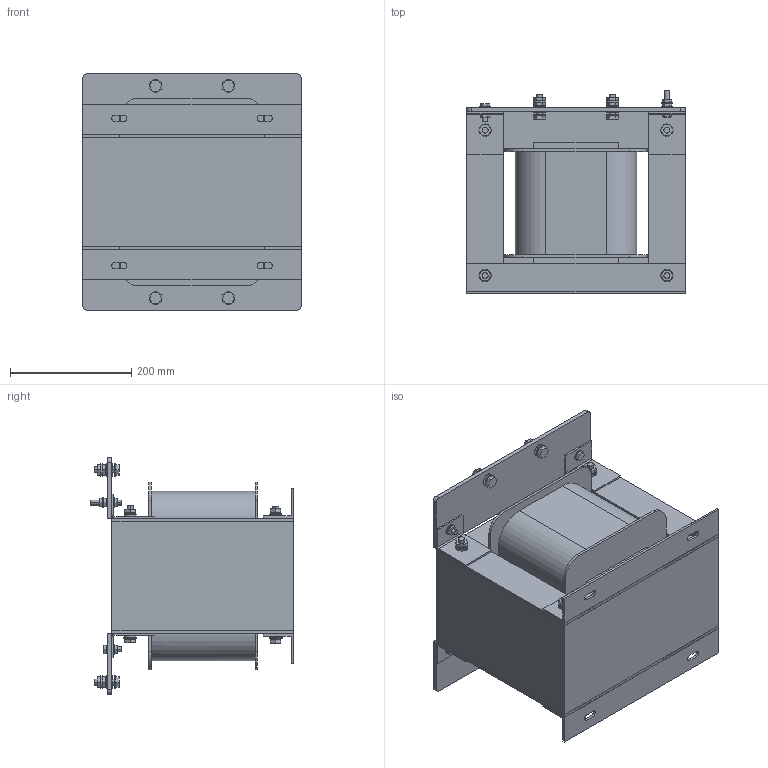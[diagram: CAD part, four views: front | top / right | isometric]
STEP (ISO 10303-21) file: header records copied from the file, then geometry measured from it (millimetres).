
FILE_DESCRIPTION((''),'2;1');
FILE_NAME('ASM0001_ASM','2023-03-07T',('Administrator'),(''),'PRO/ENGINEER BY PARAMETRIC TECHNOLOGY CORPORATION, 2008380','PRO/ENGINEER BY PARAMETRIC TECHNOLOGY CORPORATION, 2008380','');
FILE_SCHEMA(('CONFIG_CONTROL_DESIGN'));
Length unit declared in the file: millimetre
Products named in the file (17): PRT0002; PRT0001; PRT0005; PRT0006; PRT0003; PRT0004; PRT0007; PRT0008; PRT0009; PRT0010; PRT0011; PRT0012; PRT0013; PRT0014; PRT0015; PRT0016; ASM0001_ASM
Assembly tree (48 placements, depth 2):
  ASM0001_ASM
    PRT0002
    PRT0001
    PRT0005  x4
    PRT0006  x2
    PRT0003  x2
    PRT0004  x4
    PRT0007  x8
    PRT0008  x4
    PRT0009  x4
    PRT0010  x2
    PRT0011  x3
    PRT0012  x3
    PRT0013
    PRT0014
    PRT0015  x4
    PRT0016  x4
Bounding box: 360 x 336 x 390 mm (x, y, z)
Volume: 22702066.5 mm3; surface area: 1678105.6 mm2
Topology: 48 solids, 48 shells, 817 faces, 1898 edges, 1258 vertices
Faces by surface type: plane 503, cylinder 314
Entity records: 10403 total; most frequent: DIRECTION 1838, CARTESIAN_POINT 1722, ORIENTED_EDGE 1600, EDGE_CURVE 800, AXIS2_PLACEMENT_3D 642, VECTOR 554, LINE 554, VERTEX_POINT 526
